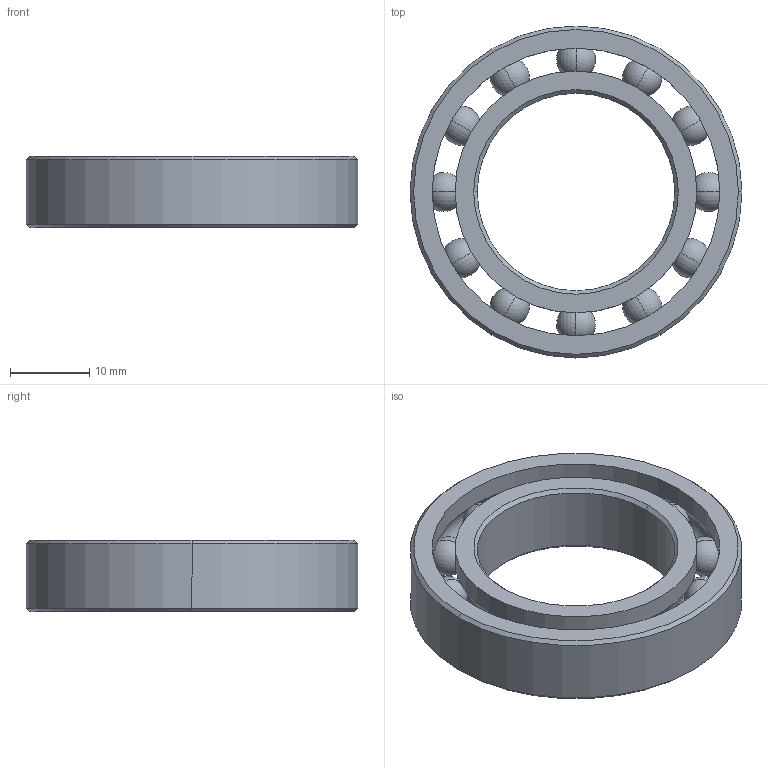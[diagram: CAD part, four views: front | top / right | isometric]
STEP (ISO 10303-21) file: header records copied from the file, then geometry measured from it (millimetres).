
FILE_DESCRIPTION (( 'STEP AP214' ), '1' );
FILE_NAME ('Ball Bearing 5972K246.STEP', '2023-02-25T15:47:58', ( '' ), ( '' ), 'SwSTEP 2.0', 'SolidWorks 2023', '' );
FILE_SCHEMA (( 'AUTOMOTIVE_DESIGN' ));
Length unit declared in the file: millimetre
Products named in the file (1): Ball Bearing 5972K246_5972K246
Bounding box: 42 x 42 x 9 mm (x, y, z)
Volume: 5417.3 mm3; surface area: 5915.9 mm2
Topology: 14 solids, 14 shells, 54 faces, 144 edges, 94 vertices
Faces by surface type: sphere 24, cylinder 12, cone 8, torus 6, plane 4
Entity records: 2002 total; most frequent: DIRECTION 258, CARTESIAN_POINT 197, ORIENTED_EDGE 168, AXIS2_PLACEMENT_3D 119, EDGE_CURVE 84, UNCERTAINTY_MEASURE_WITH_UNIT 69, SURFACE_STYLE_FILL_AREA 68, FILL_AREA_STYLE_COLOUR 68
